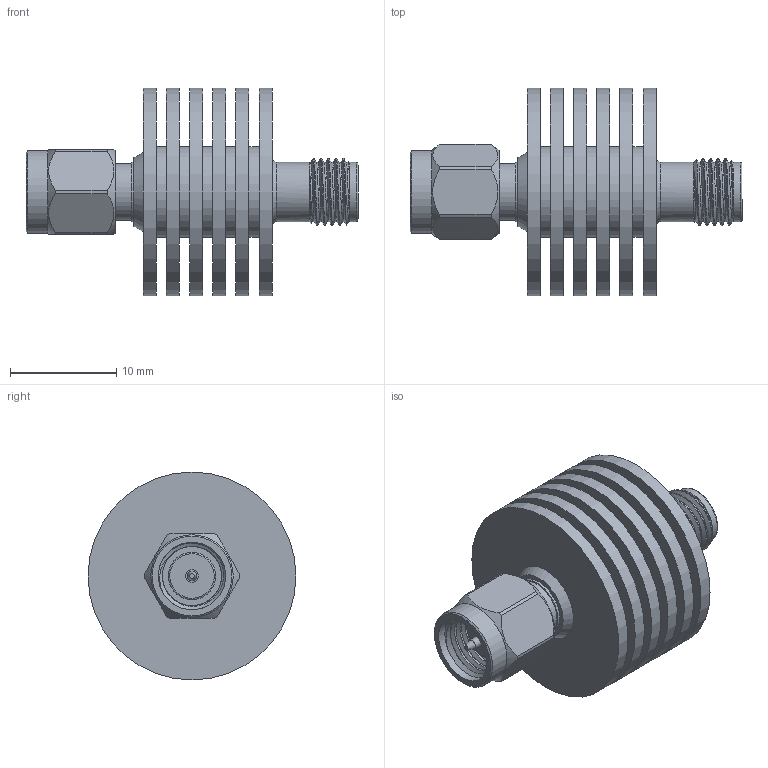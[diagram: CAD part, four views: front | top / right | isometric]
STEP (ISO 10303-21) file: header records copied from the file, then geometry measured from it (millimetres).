
FILE_DESCRIPTION (( 'STEP AP203' ), '1' );
FILE_NAME ('SA18S5W-30_3D.step', '2021-07-12T15:27:12', ( '' ), ( '' ), 'SwSTEP 2.0', 'SolidWorks 2020', '' );
FILE_SCHEMA (( 'CONFIG_CONTROL_DESIGN' ));
Length unit declared in the file: inch
Products named in the file (1): SA18S5W-30_3D
Bounding box: 31.24 x 19.56 x 19.56 mm (x, y, z)
Volume: 3055.2 mm3; surface area: 4326.9 mm2
Topology: 1 solids, 1 shells, 84 faces, 188 edges, 128 vertices
Faces by surface type: cylinder 36, plane 30, cone 10, bspline 7, torus 1
Full cylindrical faces by diameter (mm): 0.94 x2, 1.194 x2, 4.445 x1, 4.572 x1, 5.334 x1, 5.582 x3, 6.35 x6, 7.762 x1, 8.547 x5, 19.558 x6
Entity records: 5247 total; most frequent: CARTESIAN_POINT 3644, DIRECTION 290, ORIENTED_EDGE 284, EDGE_CURVE 142, AXIS2_PLACEMENT_3D 139, EDGE_LOOP 132, VERTEX_POINT 120, FACE_OUTER_BOUND 103
